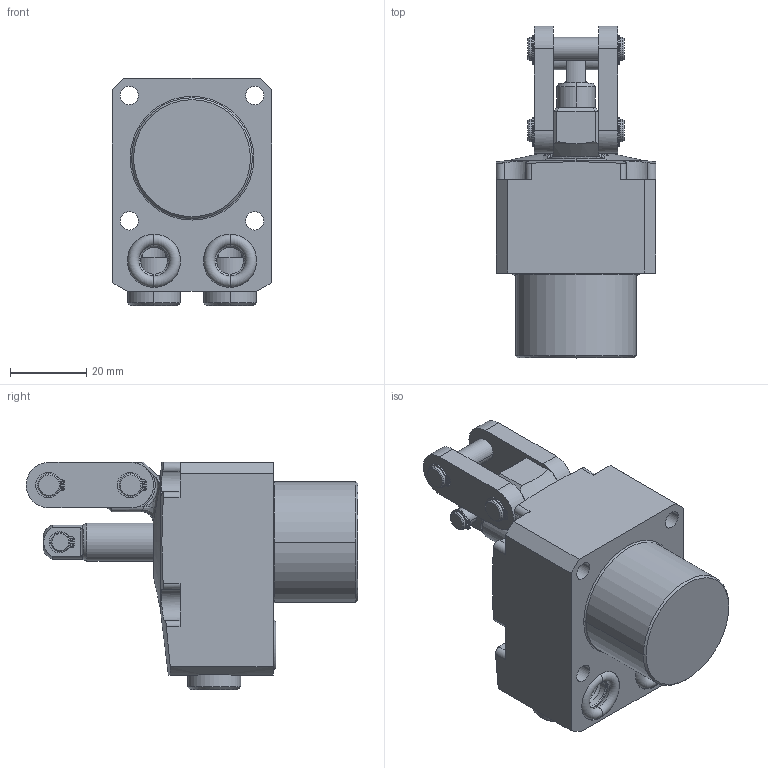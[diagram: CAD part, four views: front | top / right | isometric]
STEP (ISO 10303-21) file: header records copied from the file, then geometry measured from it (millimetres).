
FILE_DESCRIPTION((''),'2;1');
FILE_NAME('ILCMV41621200','2018-11-06T',('ngp'),(''),'PRO/ENGINEER BY PARAMETRIC TECHNOLOGY CORPORATION, 2013320','PRO/ENGINEER BY PARAMETRIC TECHNOLOGY CORPORATION, 2013320','');
FILE_SCHEMA(('AUTOMOTIVE_DESIGN { 1 0 10303 214 1 1 1 1 }'));
Length unit declared in the file: millimetre
Products named in the file (3): ILCMV41621200_BODY; ILCMV41621200_LUG; ILCMV41621200
Assembly tree (2 placements, depth 2):
  ILCMV41621200
    ILCMV41621200_BODY
    ILCMV41621200_LUG
Bounding box: 42 x 87.3 x 59.82 mm (x, y, z)
Volume: 90289.5 mm3; surface area: 24926.4 mm2
Topology: 4 solids, 8 shells, 397 faces, 1003 edges, 636 vertices
Faces by surface type: cylinder 171, plane 142, cone 51, torus 21, sphere 8, bspline 4
Entity records: 15829 total; most frequent: CARTESIAN_POINT 2817, DIRECTION 2183, ORIENTED_EDGE 1978, PRESENTATION_STYLE_ASSIGNMENT 1005, STYLED_ITEM 1005, CURVE_STYLE 997, EDGE_CURVE 997, AXIS2_PLACEMENT_3D 881
